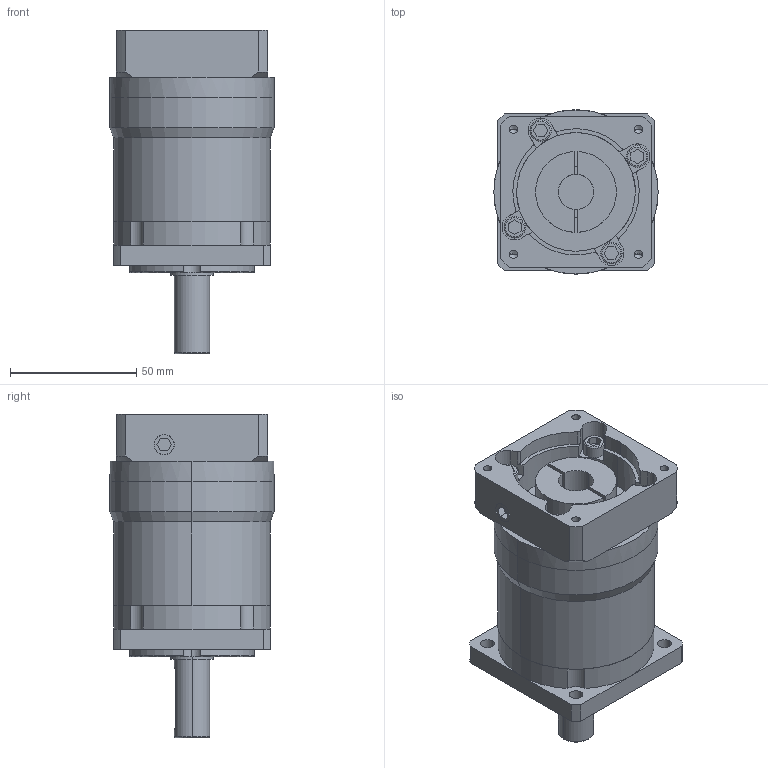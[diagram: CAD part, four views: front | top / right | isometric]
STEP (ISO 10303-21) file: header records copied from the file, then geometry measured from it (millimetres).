
FILE_DESCRIPTION (( 'STEP AP214' ), '1' );
FILE_NAME ('VGF60邧撰耀倰M4.STEP', '2018-01-19T02:13:41', ( 'Windows' ), ( 'Microsoft' ), 'SwSTEP 2.0', 'SolidWorks 2016', '' );
FILE_SCHEMA (( 'AUTOMOTIVE_DESIGN' ));
Length unit declared in the file: millimetre
Products named in the file (1): VGF60邧撰耀倰M4
Bounding box: 65 x 65 x 128 mm (x, y, z)
Volume: 278003.5 mm3; surface area: 53433.5 mm2
Topology: 3 solids, 3 shells, 306 faces, 765 edges, 490 vertices
Faces by surface type: plane 148, cylinder 118, torus 22, cone 18
Entity records: 9452 total; most frequent: CARTESIAN_POINT 1679, DIRECTION 1666, ORIENTED_EDGE 1510, EDGE_CURVE 755, AXIS2_PLACEMENT_3D 623, VERTEX_POINT 490, VECTOR 420, LINE 420
